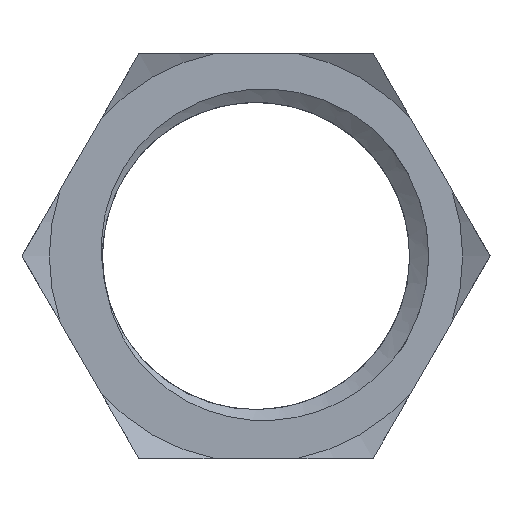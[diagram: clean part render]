
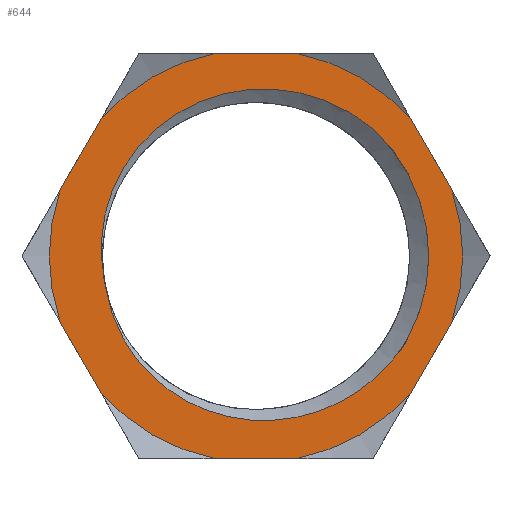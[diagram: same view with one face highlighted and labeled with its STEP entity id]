
A CAD part, left-side view. The second image highlights one B-rep face of the part: STEP entity #644.
In plain terms, the highlighted planar face has unit normal (-1, 0, 0).
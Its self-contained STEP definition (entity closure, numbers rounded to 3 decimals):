
#16=FACE_BOUND('',#188,.T.);
#17=B_SPLINE_CURVE_WITH_KNOTS('',3,(#1274,#1275,#1276,#1277,#1278,#1279,
#1280,#1281,#1282,#1283,#1284,#1285,#1286,#1287,#1288,#1289),
 .UNSPECIFIED.,.F.,.F.,(4,3,3,3,3,4),(-1.468,-1.172,
-0.868,-0.572,-0.283,0.),
 .UNSPECIFIED.);
#22=B_SPLINE_CURVE_WITH_KNOTS('',3,(#1691,#1692,#1693,#1694,#1695,#1696,
#1697,#1698,#1699,#1700,#1701,#1702,#1703,#1704,#1705,#1706),
 .UNSPECIFIED.,.F.,.F.,(4,3,3,3,3,4),(-1.472,-1.201,
-0.911,-0.614,-0.31,0.),
 .UNSPECIFIED.);
#34=PLANE('',#714);
#42=LINE('',#920,#78);
#46=LINE('',#942,#82);
#53=LINE('',#989,#89);
#61=LINE('',#1027,#97);
#68=LINE('',#1061,#104);
#69=LINE('',#1070,#105);
#78=VECTOR('',#736,10.);
#82=VECTOR('',#750,10.);
#89=VECTOR('',#773,10.);
#97=VECTOR('',#793,10.);
#104=VECTOR('',#826,10.);
#105=VECTOR('',#829,10.);
#150=FACE_OUTER_BOUND('',#187,.T.);
#187=EDGE_LOOP('',(#575,#576,#577,#578,#579,#580,#581,#582,#583,#584,#585,
#586));
#188=EDGE_LOOP('',(#587,#588,#589,#590));
#191=CIRCLE('',#657,7.65);
#198=CIRCLE('',#673,7.65);
#201=CIRCLE('',#679,7.65);
#204=CIRCLE('',#684,7.65);
#205=CIRCLE('',#686,7.65);
#206=CIRCLE('',#688,7.65);
#212=CIRCLE('',#706,5.685);
#215=CIRCLE('',#710,6.395);
#245=VERTEX_POINT('',#892);
#246=VERTEX_POINT('',#894);
#254=VERTEX_POINT('',#918);
#260=VERTEX_POINT('',#939);
#261=VERTEX_POINT('',#941);
#274=VERTEX_POINT('',#986);
#275=VERTEX_POINT('',#988);
#283=VERTEX_POINT('',#1012);
#286=VERTEX_POINT('',#1024);
#287=VERTEX_POINT('',#1026);
#291=VERTEX_POINT('',#1051);
#292=VERTEX_POINT('',#1055);
#295=VERTEX_POINT('',#1272);
#296=VERTEX_POINT('',#1273);
#299=VERTEX_POINT('',#1465);
#301=VERTEX_POINT('',#1690);
#308=EDGE_CURVE('',#245,#246,#191,.T.);
#318=EDGE_CURVE('',#254,#245,#42,.T.);
#326=EDGE_CURVE('',#260,#261,#46,.T.);
#343=EDGE_CURVE('',#274,#275,#53,.T.);
#353=EDGE_CURVE('',#283,#274,#198,.T.);
#358=EDGE_CURVE('',#286,#287,#61,.T.);
#365=EDGE_CURVE('',#275,#286,#201,.T.);
#368=EDGE_CURVE('',#287,#254,#204,.T.);
#369=EDGE_CURVE('',#261,#291,#205,.T.);
#372=EDGE_CURVE('',#292,#260,#206,.T.);
#374=EDGE_CURVE('',#246,#292,#68,.T.);
#377=EDGE_CURVE('',#291,#283,#69,.T.);
#386=EDGE_CURVE('',#295,#296,#17,.T.);
#390=EDGE_CURVE('',#296,#299,#212,.T.);
#393=EDGE_CURVE('',#299,#301,#22,.T.);
#397=EDGE_CURVE('',#295,#301,#215,.T.);
#575=ORIENTED_EDGE('',*,*,#343,.F.);
#576=ORIENTED_EDGE('',*,*,#353,.F.);
#577=ORIENTED_EDGE('',*,*,#377,.F.);
#578=ORIENTED_EDGE('',*,*,#369,.F.);
#579=ORIENTED_EDGE('',*,*,#326,.F.);
#580=ORIENTED_EDGE('',*,*,#372,.F.);
#581=ORIENTED_EDGE('',*,*,#374,.F.);
#582=ORIENTED_EDGE('',*,*,#308,.F.);
#583=ORIENTED_EDGE('',*,*,#318,.F.);
#584=ORIENTED_EDGE('',*,*,#368,.F.);
#585=ORIENTED_EDGE('',*,*,#358,.F.);
#586=ORIENTED_EDGE('',*,*,#365,.F.);
#587=ORIENTED_EDGE('',*,*,#397,.T.);
#588=ORIENTED_EDGE('',*,*,#393,.F.);
#589=ORIENTED_EDGE('',*,*,#390,.F.);
#590=ORIENTED_EDGE('',*,*,#386,.F.);
#644=ADVANCED_FACE('',(#150,#16),#34,.T.);
#657=AXIS2_PLACEMENT_3D('',#895,#726,#727);
#673=AXIS2_PLACEMENT_3D('',#1014,#782,#783);
#679=AXIS2_PLACEMENT_3D('',#1044,#799,#800);
#684=AXIS2_PLACEMENT_3D('',#1049,#809,#810);
#686=AXIS2_PLACEMENT_3D('',#1052,#813,#814);
#688=AXIS2_PLACEMENT_3D('',#1057,#819,#820);
#706=AXIS2_PLACEMENT_3D('',#1466,#859,#860);
#710=AXIS2_PLACEMENT_3D('',#1767,#867,#868);
#714=AXIS2_PLACEMENT_3D('',#1771,#875,#876);
#726=DIRECTION('center_axis',(1.,0.,0.));
#727=DIRECTION('ref_axis',(0.,0.,-1.));
#736=DIRECTION('',(0.,-0.5,-0.866));
#750=DIRECTION('',(0.,1.,0.));
#773=DIRECTION('',(0.,-0.5,0.866));
#782=DIRECTION('center_axis',(1.,0.,0.));
#783=DIRECTION('ref_axis',(0.,0.,-1.));
#793=DIRECTION('',(0.,-1.,0.));
#799=DIRECTION('center_axis',(1.,0.,0.));
#800=DIRECTION('ref_axis',(0.,0.,-1.));
#809=DIRECTION('center_axis',(1.,0.,0.));
#810=DIRECTION('ref_axis',(0.,0.,-1.));
#813=DIRECTION('center_axis',(1.,0.,0.));
#814=DIRECTION('ref_axis',(0.,0.,-1.));
#819=DIRECTION('center_axis',(1.,0.,0.));
#820=DIRECTION('ref_axis',(0.,0.,-1.));
#826=DIRECTION('',(0.,0.5,-0.866));
#829=DIRECTION('',(0.,0.5,0.866));
#859=DIRECTION('center_axis',(-1.,0.,0.));
#860=DIRECTION('ref_axis',(0.,0.,1.));
#867=DIRECTION('center_axis',(1.,0.,0.));
#868=DIRECTION('ref_axis',(0.,0.,-1.));
#875=DIRECTION('center_axis',(-1.,0.,0.));
#876=DIRECTION('ref_axis',(0.,0.,1.));
#892=CARTESIAN_POINT('',(-3.66,-7.249,2.444));
#894=CARTESIAN_POINT('',(-3.66,-7.249,-2.444));
#895=CARTESIAN_POINT('Origin',(-3.66,0.,0.));
#918=CARTESIAN_POINT('',(-3.66,-5.741,5.056));
#920=CARTESIAN_POINT('',(-3.66,-7.578,1.875));
#939=CARTESIAN_POINT('',(-3.66,-1.507,-7.5));
#941=CARTESIAN_POINT('',(-3.66,1.507,-7.5));
#942=CARTESIAN_POINT('',(-3.66,2.165,-7.5));
#986=CARTESIAN_POINT('',(-3.66,7.249,2.444));
#988=CARTESIAN_POINT('',(-3.66,5.741,5.056));
#989=CARTESIAN_POINT('',(-3.66,5.413,5.625));
#1012=CARTESIAN_POINT('',(-3.66,7.249,-2.444));
#1014=CARTESIAN_POINT('Origin',(-3.66,0.,0.));
#1024=CARTESIAN_POINT('',(-3.66,1.507,7.5));
#1026=CARTESIAN_POINT('',(-3.66,-1.507,7.5));
#1027=CARTESIAN_POINT('',(-3.66,-2.165,7.5));
#1044=CARTESIAN_POINT('Origin',(-3.66,0.,0.));
#1049=CARTESIAN_POINT('Origin',(-3.66,0.,0.));
#1051=CARTESIAN_POINT('',(-3.66,5.741,-5.056));
#1052=CARTESIAN_POINT('Origin',(-3.66,0.,0.));
#1055=CARTESIAN_POINT('',(-3.66,-5.741,-5.056));
#1057=CARTESIAN_POINT('Origin',(-3.66,0.,0.));
#1061=CARTESIAN_POINT('',(-3.66,-5.413,-5.625));
#1070=CARTESIAN_POINT('',(-3.66,7.578,-1.875));
#1272=CARTESIAN_POINT('',(-3.66,-4.322,4.713));
#1273=CARTESIAN_POINT('',(-3.66,5.65,-0.632));
#1274=CARTESIAN_POINT('Ctrl Pts',(-3.66,-4.322,4.714));
#1275=CARTESIAN_POINT('Ctrl Pts',(-3.66,-3.562,5.349));
#1276=CARTESIAN_POINT('Ctrl Pts',(-3.66,-2.654,5.804));
#1277=CARTESIAN_POINT('Ctrl Pts',(-3.66,-1.689,6.026));
#1278=CARTESIAN_POINT('Ctrl Pts',(-3.66,-0.703,6.253));
#1279=CARTESIAN_POINT('Ctrl Pts',(-3.66,0.335,6.236));
#1280=CARTESIAN_POINT('Ctrl Pts',(-3.66,1.308,5.973));
#1281=CARTESIAN_POINT('Ctrl Pts',(-3.66,2.26,5.717));
#1282=CARTESIAN_POINT('Ctrl Pts',(-3.66,3.15,5.224));
#1283=CARTESIAN_POINT('Ctrl Pts',(-3.66,3.867,4.55));
#1284=CARTESIAN_POINT('Ctrl Pts',(-3.66,4.568,3.893));
#1285=CARTESIAN_POINT('Ctrl Pts',(-3.66,5.109,3.059));
#1286=CARTESIAN_POINT('Ctrl Pts',(-3.66,5.418,2.149));
#1287=CARTESIAN_POINT('Ctrl Pts',(-3.66,5.72,1.26));
#1288=CARTESIAN_POINT('Ctrl Pts',(-3.66,5.802,0.298));
#1289=CARTESIAN_POINT('Ctrl Pts',(-3.66,5.65,-0.632));
#1465=CARTESIAN_POINT('',(-3.66,5.56,-1.187));
#1466=CARTESIAN_POINT('Origin',(-3.66,0.,0.));
#1690=CARTESIAN_POINT('',(-3.66,-5.59,-3.106));
#1691=CARTESIAN_POINT('Ctrl Pts',(-3.66,5.56,-1.187));
#1692=CARTESIAN_POINT('Ctrl Pts',(-3.66,5.417,-2.076));
#1693=CARTESIAN_POINT('Ctrl Pts',(-3.66,5.061,-2.929));
#1694=CARTESIAN_POINT('Ctrl Pts',(-3.66,4.531,-3.657));
#1695=CARTESIAN_POINT('Ctrl Pts',(-3.66,3.964,-4.436));
#1696=CARTESIAN_POINT('Ctrl Pts',(-3.66,3.204,-5.069));
#1697=CARTESIAN_POINT('Ctrl Pts',(-3.66,2.339,-5.488));
#1698=CARTESIAN_POINT('Ctrl Pts',(-3.66,1.453,-5.918));
#1699=CARTESIAN_POINT('Ctrl Pts',(-3.66,0.458,-6.124));
#1700=CARTESIAN_POINT('Ctrl Pts',(-3.66,-0.525,-6.087));
#1701=CARTESIAN_POINT('Ctrl Pts',(-3.66,-1.53,-6.048));
#1702=CARTESIAN_POINT('Ctrl Pts',(-3.66,-2.529,-5.755));
#1703=CARTESIAN_POINT('Ctrl Pts',(-3.66,-3.399,-5.247));
#1704=CARTESIAN_POINT('Ctrl Pts',(-3.66,-4.289,-4.728));
#1705=CARTESIAN_POINT('Ctrl Pts',(-3.66,-5.047,-3.986));
#1706=CARTESIAN_POINT('Ctrl Pts',(-3.66,-5.59,-3.106));
#1767=CARTESIAN_POINT('Origin',(-3.66,0.,0.));
#1771=CARTESIAN_POINT('Origin',(-3.66,8.66,0.));
